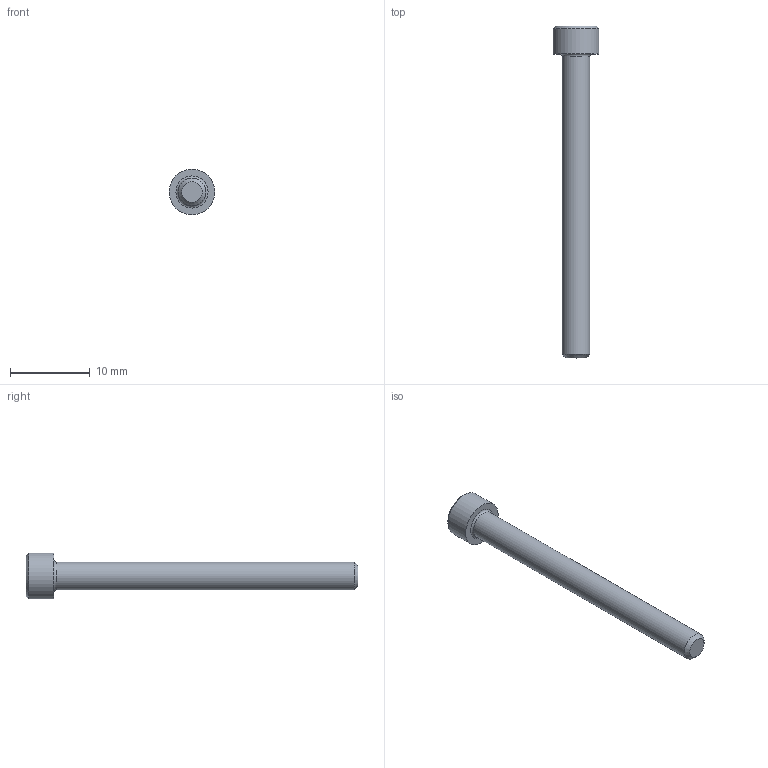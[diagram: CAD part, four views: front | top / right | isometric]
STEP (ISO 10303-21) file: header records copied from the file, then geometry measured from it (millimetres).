
FILE_DESCRIPTION(/* description */ (''),/* implementation_level */ '2;1');
FILE_NAME(/* name */ 'Tetrix_739195.ipt.stp',/* time_stamp */ '2014-12-18T17:47:35-08:00',/* author */ ('Autodesk Inc.'),/* organization */ ('Autodesk Inc.'),/* preprocessor_version */ 'ST-DEVELOPER v15.6',/* originating_system */ 'Autodesk Inventor 2015',/* authorisation */ '');
FILE_SCHEMA (('AUTOMOTIVE_DESIGN { 1 0 10303 214 3 1 1 }'));
Length unit declared in the file: millimetre
Products named in the file (1): Tetrix_739195
Bounding box: 5.74 x 41.61 x 5.74 mm (x, y, z)
Volume: 443.9 mm3; surface area: 542.6 mm2
Topology: 1 solids, 1 shells, 21 faces, 44 edges, 26 vertices
Faces by surface type: plane 15, cone 3, cylinder 2, torus 1
Full cylindrical faces by diameter (mm): 3.505 x1, 5.74 x1
Entity records: 564 total; most frequent: DIRECTION 94, CARTESIAN_POINT 84, ORIENTED_EDGE 74, EDGE_CURVE 37, AXIS2_PLACEMENT_3D 35, EDGE_LOOP 28, VERTEX_POINT 25, LINE 24
